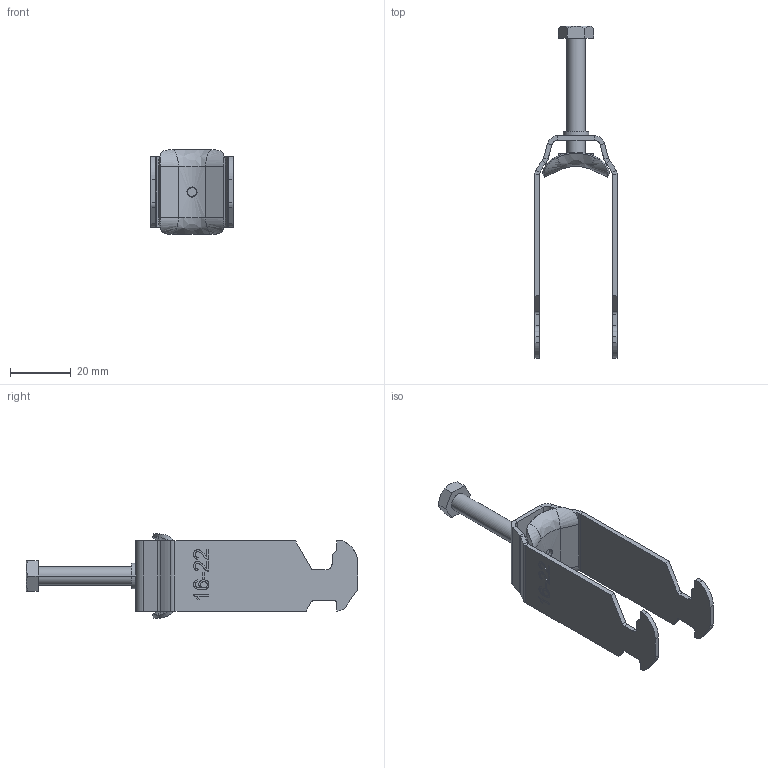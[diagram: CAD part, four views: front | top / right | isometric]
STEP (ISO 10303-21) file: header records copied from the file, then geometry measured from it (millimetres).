
FILE_DESCRIPTION(/* description */ (''),/* implementation_level */ '2;1');
FILE_NAME(/* name */ '1156195',/* time_stamp */ '2015-11-03T08:58:16+01:00',/* author */ (''),/* organization */ (''),/* preprocessor_version */ 'ST-DEVELOPER v15',/* originating_system */ '',/* authorisation */ '');
FILE_SCHEMA (('CONFIG_CONTROL_DESIGN'));
Length unit declared in the file: millimetre
Products named in the file (2): Document; 1
Assembly tree (1 placements, depth 2):
  Document
    1
Bounding box: 27 x 109 x 27.8 mm (x, y, z)
Volume: 6566.1 mm3; surface area: 10178.7 mm2
Topology: 2 solids, 3 shells, 212 faces, 519 edges, 320 vertices
Faces by surface type: plane 106, bspline 106
Entity records: 8934 total; most frequent: CARTESIAN_POINT 5437, ORIENTED_EDGE 1034, EDGE_CURVE 519, B_SPLINE_CURVE_WITH_KNOTS 402, VERTEX_POINT 320, EDGE_LOOP 225, ADVANCED_FACE 212, FACE_OUTER_BOUND 212
